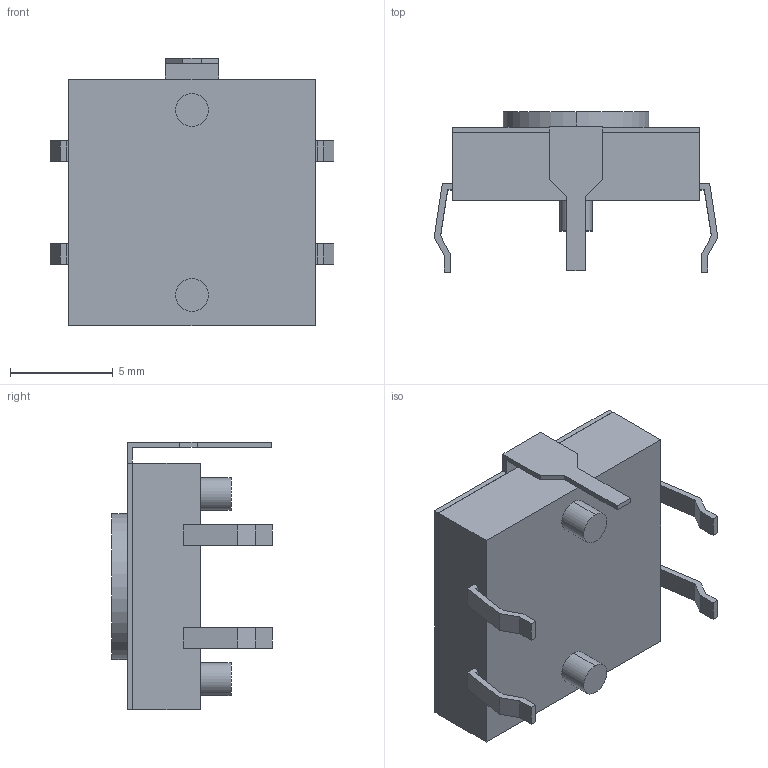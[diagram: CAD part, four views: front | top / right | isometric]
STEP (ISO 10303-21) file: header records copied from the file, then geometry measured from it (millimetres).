
FILE_DESCRIPTION (( 'STEP AP203' ), '1' );
FILE_NAME ('B3W_410[].step', '2015-05-29T09:22:23', ( 'OSMC1.0 ' ), ( ' ' ), 'SwSTEP 2.0', 'SolidWorks 2002025', '' );
FILE_SCHEMA (( 'CONFIG_CONTROL_DESIGN' ));
Length unit declared in the file: millimetre
Products named in the file (1): B3W_410[]
Bounding box: 13.8 x 7.8 x 13.03 mm (x, y, z)
Volume: 555.7 mm3; surface area: 588.1 mm2
Topology: 1 solids, 1 shells, 79 faces, 204 edges, 136 vertices
Faces by surface type: plane 73, cylinder 6
Entity records: 2447 total; most frequent: CARTESIAN_POINT 420, ORIENTED_EDGE 408, DIRECTION 376, EDGE_CURVE 204, LINE 192, VECTOR 192, VERTEX_POINT 136, AXIS2_PLACEMENT_3D 92
